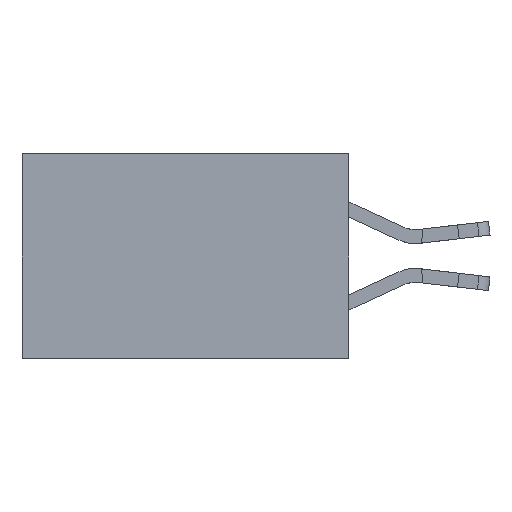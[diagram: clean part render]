
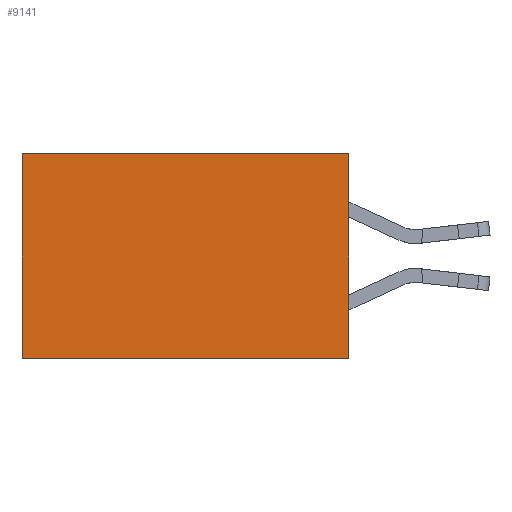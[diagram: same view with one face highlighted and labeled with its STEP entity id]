
A CAD part, left-side view. The second image highlights one B-rep face of the part: STEP entity #9141.
In plain terms, the highlighted planar face has unit normal (-1, 0, 0).
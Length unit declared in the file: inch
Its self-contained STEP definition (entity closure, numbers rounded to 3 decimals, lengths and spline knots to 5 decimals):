
#135 = VECTOR ( 'NONE', #15570, 39.37008 ) ;
#447 = DIRECTION ( 'NONE',  ( 1., 0., 0. ) ) ;
#1237 = VERTEX_POINT ( 'NONE', #4342 ) ;
#1421 = ORIENTED_EDGE ( 'NONE', *, *, #2616, .T. ) ;
#2616 = EDGE_CURVE ( 'NONE', #1237, #12113, #4825, .T. ) ;
#3112 = DIRECTION ( 'NONE',  ( 0., 1., 0. ) ) ;
#3254 = CARTESIAN_POINT ( 'NONE',  ( 0.277, 0., 0. ) ) ;
#3655 = CARTESIAN_POINT ( 'NONE',  ( 0.277, 0., -0.37 ) ) ;
#3949 = VECTOR ( 'NONE', #9050, 39.37008 ) ;
#4342 = CARTESIAN_POINT ( 'NONE',  ( 0.277, 0.59, 0. ) ) ;
#4825 = LINE ( 'NONE', #9191, #14552 ) ;
#5877 = AXIS2_PLACEMENT_3D ( 'NONE', #7203, #447, #9893 ) ;
#6536 = EDGE_LOOP ( 'NONE', ( #1421, #9885, #6548, #10917 ) ) ;
#6548 = ORIENTED_EDGE ( 'NONE', *, *, #8638, .F. ) ;
#6649 = LINE ( 'NONE', #8753, #3949 ) ;
#7203 = CARTESIAN_POINT ( 'NONE',  ( 0.277, 0., -0.37 ) ) ;
#7334 = LINE ( 'NONE', #3655, #135 ) ;
#7643 = VERTEX_POINT ( 'NONE', #9002 ) ;
#8023 = EDGE_CURVE ( 'NONE', #7643, #1237, #15340, .T. ) ;
#8638 = EDGE_CURVE ( 'NONE', #7643, #11910, #6649, .T. ) ;
#8753 = CARTESIAN_POINT ( 'NONE',  ( 0.277, 0., -0.37 ) ) ;
#8911 = FACE_OUTER_BOUND ( 'NONE', #6536, .T. ) ;
#9002 = CARTESIAN_POINT ( 'NONE',  ( 0.277, 0., 0. ) ) ;
#9050 = DIRECTION ( 'NONE',  ( 0., 0., -1. ) ) ;
#9141 = ADVANCED_FACE ( 'NONE', ( #8911 ), #16406, .F. ) ;
#9162 = VECTOR ( 'NONE', #3112, 39.37008 ) ;
#9191 = CARTESIAN_POINT ( 'NONE',  ( 0.277, 0.59, -0.37 ) ) ;
#9794 = CARTESIAN_POINT ( 'NONE',  ( 0.277, 0.59, -0.37 ) ) ;
#9885 = ORIENTED_EDGE ( 'NONE', *, *, #14390, .F. ) ;
#9893 = DIRECTION ( 'NONE',  ( 0., 0., -1. ) ) ;
#10917 = ORIENTED_EDGE ( 'NONE', *, *, #8023, .T. ) ;
#11910 = VERTEX_POINT ( 'NONE', #12693 ) ;
#12113 = VERTEX_POINT ( 'NONE', #9794 ) ;
#12693 = CARTESIAN_POINT ( 'NONE',  ( 0.277, 0., -0.37 ) ) ;
#13175 = DIRECTION ( 'NONE',  ( 0., 0., -1. ) ) ;
#14390 = EDGE_CURVE ( 'NONE', #11910, #12113, #7334, .T. ) ;
#14552 = VECTOR ( 'NONE', #13175, 39.37008 ) ;
#15340 = LINE ( 'NONE', #3254, #9162 ) ;
#15570 = DIRECTION ( 'NONE',  ( 0., 1., 0. ) ) ;
#16406 = PLANE ( 'NONE',  #5877 ) ;
